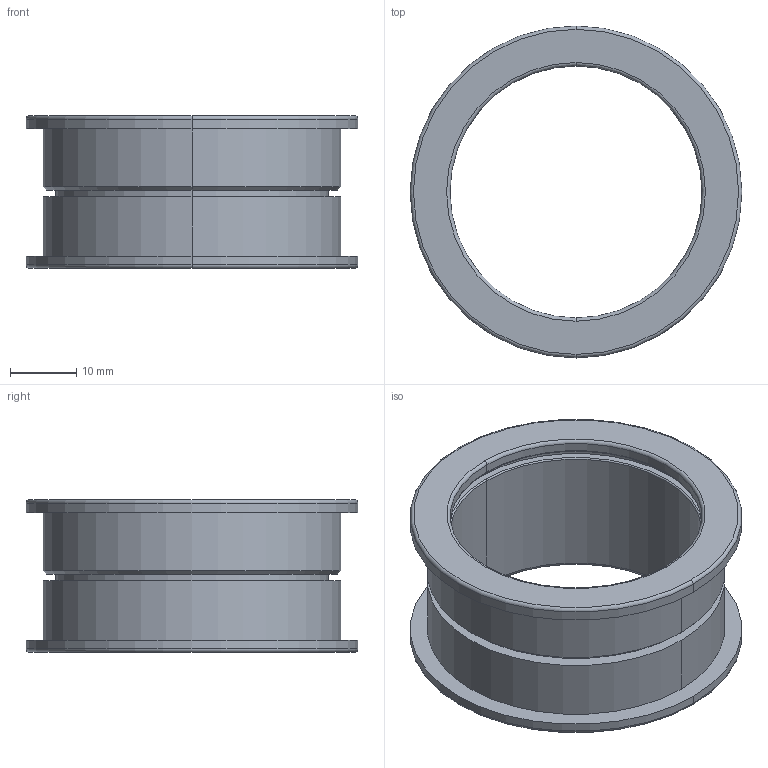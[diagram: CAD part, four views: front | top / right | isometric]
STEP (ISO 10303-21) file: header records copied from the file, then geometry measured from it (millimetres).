
FILE_DESCRIPTION(('Creo Elements/Direct Modeling STEP Export'),'2;1');
FILE_NAME('2503-50.stp','2020-09-23T 9:48:34',(''),(''),'Creo Elements/Direct Modeling STEP processor for AP214 (Solid Model)','Creo Elements/Direct Modeling 20.0 12-Nov-2016 (C) Parametric Technology GmbH','');
FILE_SCHEMA(('AUTOMOTIVE_DESIGN { 1 0 10303 214 1 1 1 1 }'));
Length unit declared in the file: millimetre
Products named in the file (3): NI-11041; NI-11040; NI-10971
Assembly tree (2 placements, depth 2):
  NI-10971
    NI-11040
    NI-11041
Bounding box: 50 x 50 x 23 mm (x, y, z)
Volume: 11866.3 mm3; surface area: 11322.8 mm2
Topology: 2 solids, 2 shells, 43 faces, 86 edges, 52 vertices
Faces by surface type: cylinder 18, torus 12, plane 9, cone 4
Entity records: 1121 total; most frequent: DIRECTION 190, ORIENTED_EDGE 172, CARTESIAN_POINT 158, EDGE_CURVE 86, AXIS2_PLACEMENT_3D 84, VERTEX_POINT 52, EDGE_LOOP 52, FACE_OUTER_BOUND 43
